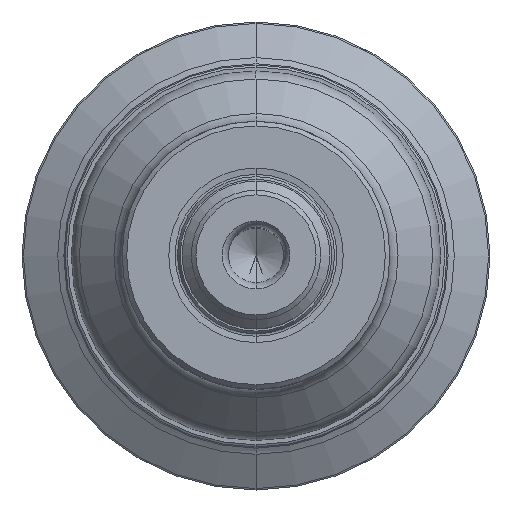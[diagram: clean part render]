
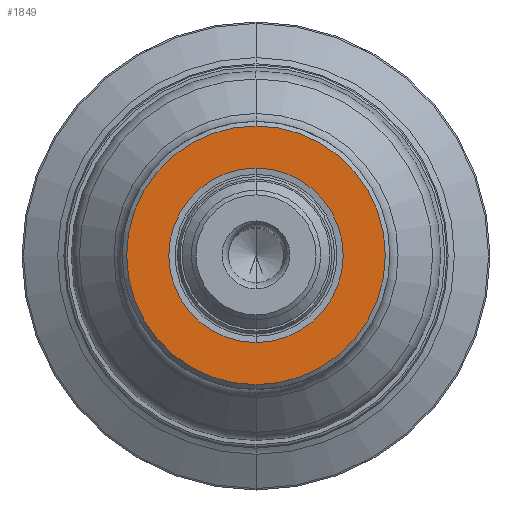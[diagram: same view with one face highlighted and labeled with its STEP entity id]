
A CAD part, top view. The second image highlights one B-rep face of the part: STEP entity #1849.
In plain terms, the highlighted face is planar.
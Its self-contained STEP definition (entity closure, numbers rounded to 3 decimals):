
#718=CARTESIAN_POINT('',(0.,0.,0.));
#719=DIRECTION('',(0.,0.,1.));
#720=DIRECTION('',(0.,1.,0.));
#721=AXIS2_PLACEMENT_3D('',#718,#719,#720);
#726=CARTESIAN_POINT('',(0.,0.,0.));
#727=DIRECTION('',(0.,0.,-1.));
#728=DIRECTION('',(0.,1.,0.));
#729=AXIS2_PLACEMENT_3D('',#726,#727,#728);
#734=CARTESIAN_POINT('',(0.,0.,0.));
#735=DIRECTION('',(0.,0.,-1.));
#736=DIRECTION('',(0.,1.,0.));
#737=AXIS2_PLACEMENT_3D('',#734,#735,#736);
#742=CARTESIAN_POINT('',(0.,0.,0.));
#743=DIRECTION('',(0.,0.,1.));
#744=DIRECTION('',(0.,1.,0.));
#745=AXIS2_PLACEMENT_3D('',#742,#743,#744);
#1504=CARTESIAN_POINT('',(0.,9.44,0.));
#1505=VERTEX_POINT('',#1504);
#1534=CARTESIAN_POINT('',(0.,-9.44,0.));
#1535=VERTEX_POINT('',#1534);
#1536=CARTESIAN_POINT('',(0.,14.,0.));
#1538=VERTEX_POINT('',#1536);
#1540=CARTESIAN_POINT('',(0.,-14.,0.));
#1542=VERTEX_POINT('',#1540);
#1834=CARTESIAN_POINT('',(0.,0.,0.));
#1835=DIRECTION('',(0.,0.,-1.));
#1836=DIRECTION('',(0.,-1.,0.));
#1837=AXIS2_PLACEMENT_3D('',#1834,#1835,#1836);
#1838=PLANE('',#1837);
#1839=ORIENTED_EDGE('',*,*,#1816,.T.);
#1840=ORIENTED_EDGE('',*,*,#1827,.F.);
#1841=EDGE_LOOP('',(#1839,#1840));
#1842=FACE_OUTER_BOUND('',#1841,.F.);
#1844=ORIENTED_EDGE('',*,*,#1843,.T.);
#1846=ORIENTED_EDGE('',*,*,#1845,.F.);
#1847=EDGE_LOOP('',(#1844,#1846));
#1848=FACE_BOUND('',#1847,.F.);
#722=CIRCLE('',#721,14.);
#730=CIRCLE('',#729,14.);
#738=CIRCLE('',#737,9.44);
#746=CIRCLE('',#745,9.44);
#1816=EDGE_CURVE('',#1538,#1542,#722,.T.);
#1827=EDGE_CURVE('',#1538,#1542,#730,.T.);
#1843=EDGE_CURVE('',#1505,#1535,#738,.T.);
#1845=EDGE_CURVE('',#1505,#1535,#746,.T.);
#1849=ADVANCED_FACE('',(#1842,#1848),#1838,.T.);
